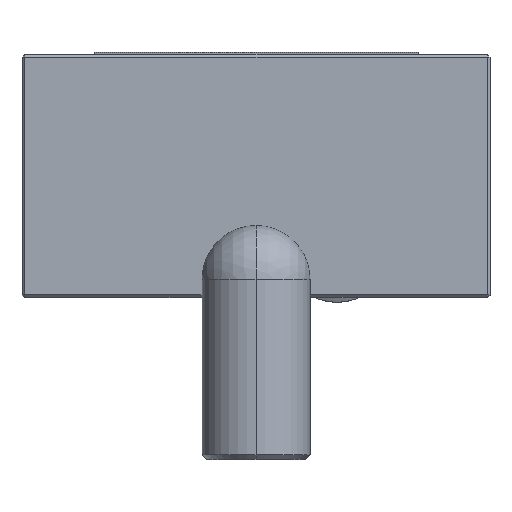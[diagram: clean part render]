
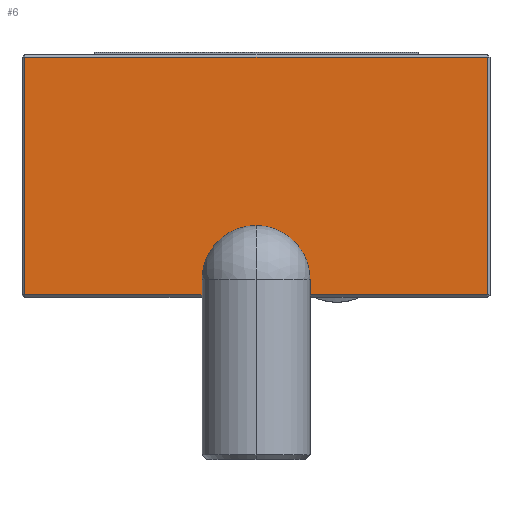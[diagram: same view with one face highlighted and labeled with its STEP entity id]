
A CAD part, top view. The second image highlights one B-rep face of the part: STEP entity #6.
In plain terms, the highlighted planar face has unit normal (0, 0, 1).
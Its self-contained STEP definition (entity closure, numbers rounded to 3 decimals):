
#6 = ADVANCED_FACE ( 'NONE', ( #1036 ), #3412, .T. ) ;
#26 = LINE ( 'NONE', #762, #3679 ) ;
#58 = CARTESIAN_POINT ( 'NONE',  ( 6., 8., 0. ) ) ;
#103 = CARTESIAN_POINT ( 'NONE',  ( 25.7, 0.3, 0. ) ) ;
#123 = EDGE_CURVE ( 'NONE', #2563, #2699, #1713, .T. ) ;
#229 = DIRECTION ( 'NONE',  ( 0., 0., -1. ) ) ;
#236 = VERTEX_POINT ( 'NONE', #3184 ) ;
#268 = ORIENTED_EDGE ( 'NONE', *, *, #4139, .T. ) ;
#276 = EDGE_CURVE ( 'NONE', #2563, #4191, #2539, .T. ) ;
#321 = CARTESIAN_POINT ( 'NONE',  ( -6., 2., 0. ) ) ;
#412 = ORIENTED_EDGE ( 'NONE', *, *, #3749, .T. ) ;
#429 = EDGE_CURVE ( 'NONE', #4191, #1642, #4180, .T. ) ;
#523 = CARTESIAN_POINT ( 'NONE',  ( -6., 0.3, 0. ) ) ;
#525 = EDGE_CURVE ( 'NONE', #2674, #578, #2736, .T. ) ;
#578 = VERTEX_POINT ( 'NONE', #321 ) ;
#607 = ORIENTED_EDGE ( 'NONE', *, *, #276, .T. ) ;
#759 = CARTESIAN_POINT ( 'NONE',  ( 25.7, 27., 0. ) ) ;
#762 = CARTESIAN_POINT ( 'NONE',  ( -26., 0.3, 0. ) ) ;
#809 = VECTOR ( 'NONE', #3389, 1000. ) ;
#887 = DIRECTION ( 'NONE',  ( 0., 0., -1. ) ) ;
#897 = ORIENTED_EDGE ( 'NONE', *, *, #4326, .T. ) ;
#913 = CARTESIAN_POINT ( 'NONE',  ( -6., 8., 0. ) ) ;
#918 = CARTESIAN_POINT ( 'NONE',  ( -26., 26.7, 0. ) ) ;
#973 = DIRECTION ( 'NONE',  ( 0., 1., 0. ) ) ;
#1036 = FACE_OUTER_BOUND ( 'NONE', #4232, .T. ) ;
#1047 = AXIS2_PLACEMENT_3D ( 'NONE', #3438, #3126, #3855 ) ;
#1055 = DIRECTION ( 'NONE',  ( 0., 1., 0. ) ) ;
#1105 = ORIENTED_EDGE ( 'NONE', *, *, #525, .T. ) ;
#1437 = VECTOR ( 'NONE', #973, 1000. ) ;
#1472 = CARTESIAN_POINT ( 'NONE',  ( -25.7, 0., 0. ) ) ;
#1531 = EDGE_CURVE ( 'NONE', #3224, #2674, #26, .T. ) ;
#1614 = ORIENTED_EDGE ( 'NONE', *, *, #1531, .T. ) ;
#1642 = VERTEX_POINT ( 'NONE', #3555 ) ;
#1713 = LINE ( 'NONE', #58, #3494 ) ;
#1728 = LINE ( 'NONE', #918, #809 ) ;
#1951 = CIRCLE ( 'NONE', #3058, 6. ) ;
#2116 = ORIENTED_EDGE ( 'NONE', *, *, #3734, .T. ) ;
#2294 = DIRECTION ( 'NONE',  ( 1., 0., 0. ) ) ;
#2312 = CARTESIAN_POINT ( 'NONE',  ( -26., 0.3, 0. ) ) ;
#2330 = CARTESIAN_POINT ( 'NONE',  ( 0., 2., 0. ) ) ;
#2342 = ORIENTED_EDGE ( 'NONE', *, *, #123, .F. ) ;
#2358 = CARTESIAN_POINT ( 'NONE',  ( -25.7, 0.3, 0. ) ) ;
#2419 = DIRECTION ( 'NONE',  ( 0., 1., 0. ) ) ;
#2539 = LINE ( 'NONE', #2312, #3896 ) ;
#2544 = CARTESIAN_POINT ( 'NONE',  ( 6., 0.3, 0. ) ) ;
#2563 = VERTEX_POINT ( 'NONE', #2544 ) ;
#2662 = DIRECTION ( 'NONE',  ( 0., -1., 0. ) ) ;
#2674 = VERTEX_POINT ( 'NONE', #523 ) ;
#2699 = VERTEX_POINT ( 'NONE', #2984 ) ;
#2736 = LINE ( 'NONE', #913, #4578 ) ;
#2812 = CIRCLE ( 'NONE', #3229, 6. ) ;
#2984 = CARTESIAN_POINT ( 'NONE',  ( 6., 2., 0. ) ) ;
#2986 = CARTESIAN_POINT ( 'NONE',  ( 0., 2., 0. ) ) ;
#3058 = AXIS2_PLACEMENT_3D ( 'NONE', #2330, #229, #2662 ) ;
#3099 = DIRECTION ( 'NONE',  ( 1., 0., 0. ) ) ;
#3111 = CARTESIAN_POINT ( 'NONE',  ( -25.7, 26.7, 0. ) ) ;
#3126 = DIRECTION ( 'NONE',  ( 0., 0., 1. ) ) ;
#3184 = CARTESIAN_POINT ( 'NONE',  ( 0., 8., 0. ) ) ;
#3224 = VERTEX_POINT ( 'NONE', #2358 ) ;
#3229 = AXIS2_PLACEMENT_3D ( 'NONE', #2986, #887, #3357 ) ;
#3357 = DIRECTION ( 'NONE',  ( 0., -1., 0. ) ) ;
#3389 = DIRECTION ( 'NONE',  ( -1., 0., 0. ) ) ;
#3412 = PLANE ( 'NONE',  #1047 ) ;
#3438 = CARTESIAN_POINT ( 'NONE',  ( -26., 27., 0. ) ) ;
#3494 = VECTOR ( 'NONE', #2419, 1000. ) ;
#3555 = CARTESIAN_POINT ( 'NONE',  ( 25.7, 26.7, 0. ) ) ;
#3679 = VECTOR ( 'NONE', #3099, 1000. ) ;
#3734 = EDGE_CURVE ( 'NONE', #1642, #3933, #1728, .T. ) ;
#3749 = EDGE_CURVE ( 'NONE', #236, #2699, #1951, .T. ) ;
#3855 = DIRECTION ( 'NONE',  ( 0., -1., 0. ) ) ;
#3896 = VECTOR ( 'NONE', #2294, 1000. ) ;
#3933 = VERTEX_POINT ( 'NONE', #3111 ) ;
#3973 = DIRECTION ( 'NONE',  ( 0., -1., 0. ) ) ;
#4045 = ORIENTED_EDGE ( 'NONE', *, *, #429, .T. ) ;
#4139 = EDGE_CURVE ( 'NONE', #3933, #3224, #4598, .T. ) ;
#4180 = LINE ( 'NONE', #759, #1437 ) ;
#4191 = VERTEX_POINT ( 'NONE', #103 ) ;
#4232 = EDGE_LOOP ( 'NONE', ( #1614, #1105, #897, #412, #2342, #607, #4045, #2116, #268 ) ) ;
#4326 = EDGE_CURVE ( 'NONE', #578, #236, #2812, .T. ) ;
#4486 = VECTOR ( 'NONE', #3973, 1000. ) ;
#4578 = VECTOR ( 'NONE', #1055, 1000. ) ;
#4598 = LINE ( 'NONE', #1472, #4486 ) ;
